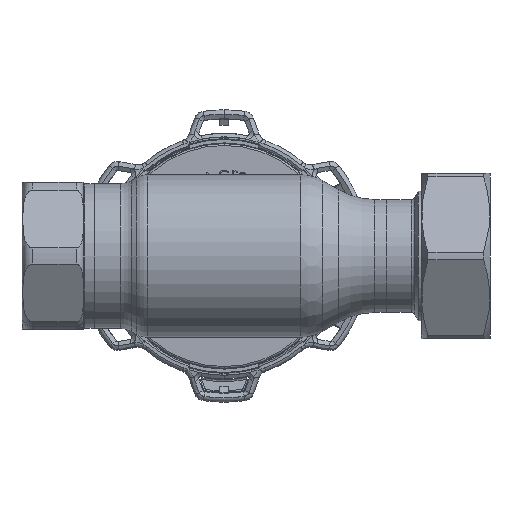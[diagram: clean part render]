
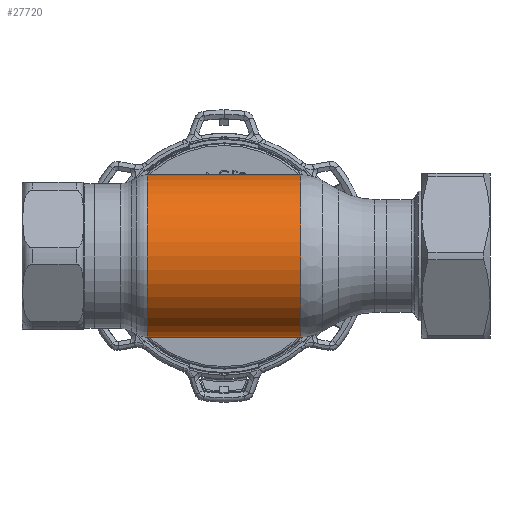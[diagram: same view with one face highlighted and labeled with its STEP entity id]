
A CAD part, front view. The second image highlights one B-rep face of the part: STEP entity #27720.
In plain terms, the highlighted cylindrical face has radius 22.5 mm (diameter 45 mm), a partial arc.
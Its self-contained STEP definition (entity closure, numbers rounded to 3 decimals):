
#78 = AXIS2_PLACEMENT_3D ( 'NONE', #35500, #7930, #1451 ) ;
#987 = DIRECTION ( 'NONE',  ( 1., 0., 0. ) ) ;
#1440 = CARTESIAN_POINT ( 'NONE',  ( 62.69, 0., -22.5 ) ) ;
#1451 = DIRECTION ( 'NONE',  ( 0., 0., -1. ) ) ;
#1460 = VERTEX_POINT ( 'NONE', #14258 ) ;
#2762 = CYLINDRICAL_SURFACE ( 'NONE', #9567, 22.5 ) ;
#3696 = CARTESIAN_POINT ( 'NONE',  ( 21.285, 0., -22.5 ) ) ;
#3777 = DIRECTION ( 'NONE',  ( 0., 0., -1. ) ) ;
#3878 = ORIENTED_EDGE ( 'NONE', *, *, #4647, .T. ) ;
#4164 = DIRECTION ( 'NONE',  ( 1., 0., 0. ) ) ;
#4409 = CARTESIAN_POINT ( 'NONE',  ( 62.69, 0., 22.5 ) ) ;
#4647 = EDGE_CURVE ( 'NONE', #38937, #12869, #16698, .T. ) ;
#5700 = EDGE_LOOP ( 'NONE', ( #34399, #9196, #3878, #17831 ) ) ;
#7123 = VECTOR ( 'NONE', #23106, 1000. ) ;
#7930 = DIRECTION ( 'NONE',  ( 1., 0., 0. ) ) ;
#8519 = VERTEX_POINT ( 'NONE', #8865 ) ;
#8865 = CARTESIAN_POINT ( 'NONE',  ( -21.285, 0., 22.5 ) ) ;
#9196 = ORIENTED_EDGE ( 'NONE', *, *, #35260, .T. ) ;
#9567 = AXIS2_PLACEMENT_3D ( 'NONE', #33420, #27016, #35809 ) ;
#12869 = VERTEX_POINT ( 'NONE', #3696 ) ;
#13427 = LINE ( 'NONE', #4409, #35740 ) ;
#14258 = CARTESIAN_POINT ( 'NONE',  ( 21.285, 0., 22.5 ) ) ;
#16698 = LINE ( 'NONE', #1440, #7123 ) ;
#17262 = CARTESIAN_POINT ( 'NONE',  ( -21.285, 0., -22.5 ) ) ;
#17831 = ORIENTED_EDGE ( 'NONE', *, *, #33849, .F. ) ;
#18943 = EDGE_CURVE ( 'NONE', #8519, #1460, #13427, .T. ) ;
#23106 = DIRECTION ( 'NONE',  ( 1., 0., 0. ) ) ;
#27016 = DIRECTION ( 'NONE',  ( 1., 0., 0. ) ) ;
#27720 = ADVANCED_FACE ( 'NONE', ( #29826 ), #2762, .T. ) ;
#29826 = FACE_OUTER_BOUND ( 'NONE', #5700, .T. ) ;
#30088 = CIRCLE ( 'NONE', #32704, 22.5 ) ;
#31619 = CARTESIAN_POINT ( 'NONE',  ( 21.285, 0., 0. ) ) ;
#32704 = AXIS2_PLACEMENT_3D ( 'NONE', #31619, #4164, #3777 ) ;
#33420 = CARTESIAN_POINT ( 'NONE',  ( 62.69, 0., 0. ) ) ;
#33849 = EDGE_CURVE ( 'NONE', #1460, #12869, #30088, .T. ) ;
#34399 = ORIENTED_EDGE ( 'NONE', *, *, #18943, .F. ) ;
#34618 = CIRCLE ( 'NONE', #78, 22.5 ) ;
#35260 = EDGE_CURVE ( 'NONE', #8519, #38937, #34618, .T. ) ;
#35500 = CARTESIAN_POINT ( 'NONE',  ( -21.285, 0., 0. ) ) ;
#35740 = VECTOR ( 'NONE', #987, 1000. ) ;
#35809 = DIRECTION ( 'NONE',  ( 0., 0., -1. ) ) ;
#38937 = VERTEX_POINT ( 'NONE', #17262 ) ;
